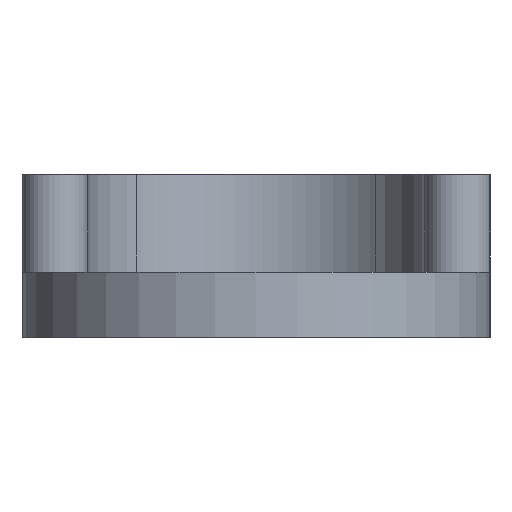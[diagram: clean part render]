
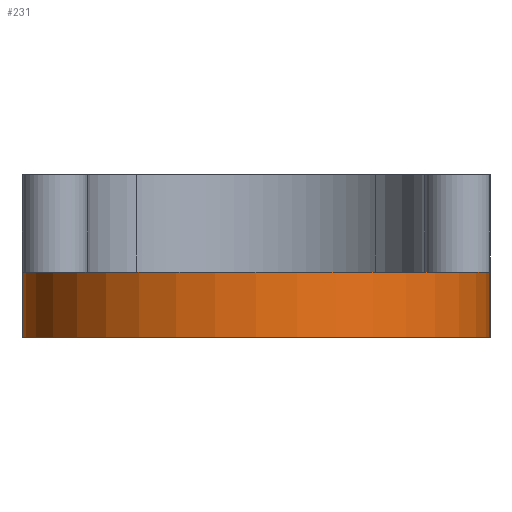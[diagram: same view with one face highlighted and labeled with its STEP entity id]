
A CAD part, left-side view. The second image highlights one B-rep face of the part: STEP entity #231.
In plain terms, the highlighted cylindrical face has radius 5.75 mm (diameter 11.5 mm), a partial arc.
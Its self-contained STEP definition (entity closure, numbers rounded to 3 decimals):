
#231=ADVANCED_FACE('',(#661),#663,.T.);
#661=FACE_BOUND('',#662,.T.);
#662=EDGE_LOOP('',(#1198,#1199,#1200,#1201));
#663=CYLINDRICAL_SURFACE('',#664,5.75);
#664=AXIS2_PLACEMENT_3D('',#665,#666,#667);
#665=CARTESIAN_POINT('',(0.,0.,0.));
#666=DIRECTION('',(0.,0.,1.));
#667=DIRECTION('',(0.,1.,0.));
#1198=ORIENTED_EDGE('',*,*,#1461,.T.);
#1199=ORIENTED_EDGE('',*,*,#1514,.F.);
#1200=ORIENTED_EDGE('',*,*,#1476,.F.);
#1201=ORIENTED_EDGE('',*,*,#1534,.T.);
#1461=EDGE_CURVE('',#1691,#1692,#1693,.F.);
#1476=EDGE_CURVE('',#1708,#1712,#1715,.F.);
#1514=EDGE_CURVE('',#1712,#1692,#1781,.T.);
#1534=EDGE_CURVE('',#1708,#1691,#1820,.T.);
#1691=VERTEX_POINT('',#2114);
#1692=VERTEX_POINT('',#2115);
#1693=LINE('',#2116,#2117);
#1708=VERTEX_POINT('',#2155);
#1712=VERTEX_POINT('',#2164);
#1715=LINE('',#2171,#2172);
#1781=CIRCLE('',#2324,5.75);
#1820=CIRCLE('',#2417,5.75);
#2114=CARTESIAN_POINT('',(0.,5.75,1.6));
#2115=CARTESIAN_POINT('',(0.,5.75,0.));
#2116=CARTESIAN_POINT('',(0.,5.75,0.));
#2117=VECTOR('',#2118,1.);
#2118=DIRECTION('',(0.,0.,1.));
#2155=CARTESIAN_POINT('',(0.,-5.75,1.6));
#2164=CARTESIAN_POINT('',(0.,-5.75,0.));
#2171=CARTESIAN_POINT('',(0.,-5.75,0.));
#2172=VECTOR('',#2173,1.);
#2173=DIRECTION('',(0.,0.,1.));
#2324=AXIS2_PLACEMENT_3D('',#2325,#2326,#2327);
#2325=CARTESIAN_POINT('',(0.,0.,0.));
#2326=DIRECTION('',(0.,0.,-1.));
#2327=DIRECTION('',(0.,-1.,0.));
#2417=AXIS2_PLACEMENT_3D('',#2418,#2419,#2420);
#2418=CARTESIAN_POINT('',(0.,0.,1.6));
#2419=DIRECTION('',(0.,0.,-1.));
#2420=DIRECTION('',(0.,-1.,0.));
